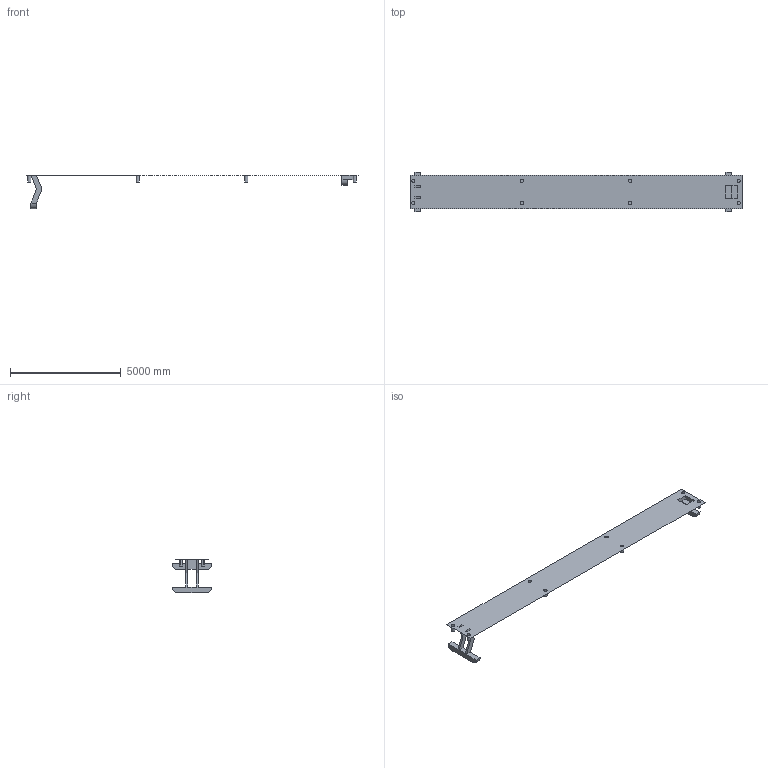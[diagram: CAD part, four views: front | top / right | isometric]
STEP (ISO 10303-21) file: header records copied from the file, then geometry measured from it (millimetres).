
FILE_DESCRIPTION (( 'STEP AP214' ), '1' );
FILE_NAME ('Locomotive_roof_MediumDetailed.STEP', '2024-03-19T17:08:19', ( '' ), ( '' ), 'SwSTEP 2.0', 'SolidWorks 2022', '' );
FILE_SCHEMA (( 'AUTOMOTIVE_DESIGN' ));
Length unit declared in the file: metre
Products named in the file (1): Locomotive_roof_MediumDetailed
Bounding box: 15000 x 1800 x 1500 mm (x, y, z)
Surface area: 29011560.9 mm2 (no closed solid volume)
Topology: 0 solids, 1 shells, 60 faces, 144 edges, 94 vertices
Faces by surface type: plane 36, cylinder 24
Entity records: 1773 total; most frequent: DIRECTION 314, CARTESIAN_POINT 299, ORIENTED_EDGE 284, EDGE_CURVE 144, AXIS2_PLACEMENT_3D 109, VECTOR 96, LINE 96, VERTEX_POINT 94
